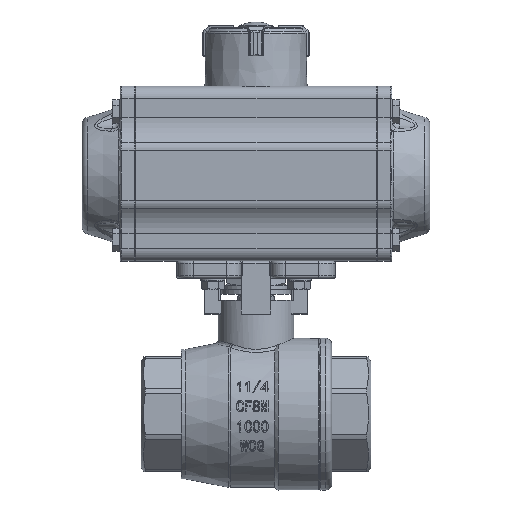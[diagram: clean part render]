
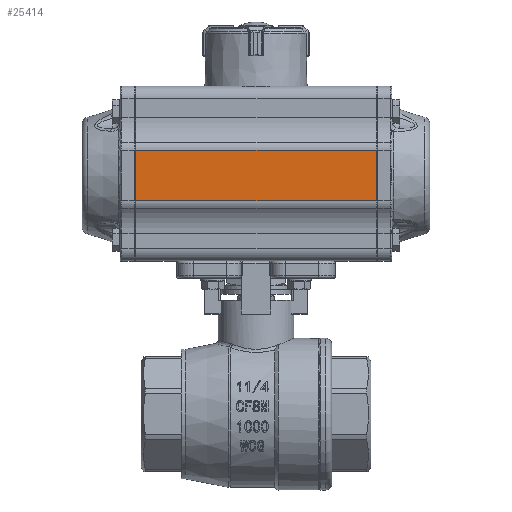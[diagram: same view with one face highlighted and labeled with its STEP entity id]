
A CAD part, top view. The second image highlights one B-rep face of the part: STEP entity #25414.
In plain terms, the highlighted face is planar.
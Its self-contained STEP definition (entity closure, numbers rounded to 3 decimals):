
#520=PLANE('',#27707);
#2466=LINE('',#110300,#3928);
#2467=LINE('',#110304,#3929);
#2468=LINE('',#110306,#3930);
#2469=LINE('',#110308,#3931);
#3928=VECTOR('',#32332,1000.);
#3929=VECTOR('',#32337,1000.);
#3930=VECTOR('',#32338,1000.);
#3931=VECTOR('',#32339,1000.);
#10625=ORIENTED_EDGE('',*,*,#16157,.F.);
#10626=ORIENTED_EDGE('',*,*,#16159,.T.);
#10627=ORIENTED_EDGE('',*,*,#16160,.T.);
#10628=ORIENTED_EDGE('',*,*,#16161,.T.);
#16157=EDGE_CURVE('',#19465,#19466,#2466,.T.);
#16159=EDGE_CURVE('',#19465,#19467,#2467,.T.);
#16160=EDGE_CURVE('',#19467,#19468,#2468,.T.);
#16161=EDGE_CURVE('',#19468,#19466,#2469,.T.);
#19465=VERTEX_POINT('',#110299);
#19466=VERTEX_POINT('',#110301);
#19467=VERTEX_POINT('',#110305);
#19468=VERTEX_POINT('',#110307);
#22059=EDGE_LOOP('',(#10625,#10626,#10627,#10628));
#23766=FACE_BOUND('',#22059,.T.);
#25414=ADVANCED_FACE('',(#23766),#520,.F.);
#27707=AXIS2_PLACEMENT_3D('',#110303,#32335,#32336);
#32332=DIRECTION('',(0.,0.,-1.));
#32335=DIRECTION('',(-1.,0.,0.));
#32336=DIRECTION('',(0.,0.,1.));
#32337=DIRECTION('',(0.,-1.,0.));
#32338=DIRECTION('',(0.,0.,-1.));
#32339=DIRECTION('',(0.,1.,0.));
#110299=CARTESIAN_POINT('',(29.5,10.363,49.2));
#110300=CARTESIAN_POINT('',(29.5,10.363,49.5));
#110301=CARTESIAN_POINT('',(29.5,10.363,-49.2));
#110303=CARTESIAN_POINT('',(29.5,-10.363,49.5));
#110304=CARTESIAN_POINT('',(29.5,-10.363,49.2));
#110305=CARTESIAN_POINT('',(29.5,-10.363,49.2));
#110306=CARTESIAN_POINT('',(29.5,-10.363,49.5));
#110307=CARTESIAN_POINT('',(29.5,-10.363,-49.2));
#110308=CARTESIAN_POINT('',(29.5,-10.363,-49.2));
